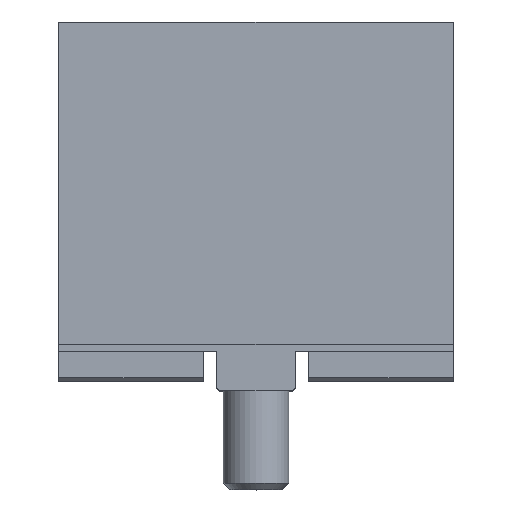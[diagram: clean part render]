
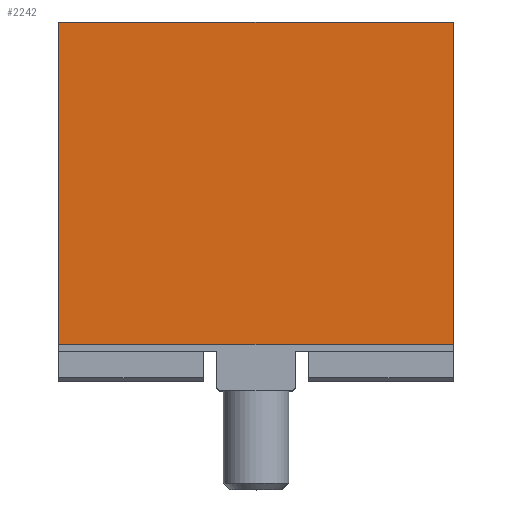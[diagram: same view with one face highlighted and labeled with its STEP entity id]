
A CAD part, top view. The second image highlights one B-rep face of the part: STEP entity #2242.
In plain terms, the highlighted planar face has unit normal (0, 0, 1).
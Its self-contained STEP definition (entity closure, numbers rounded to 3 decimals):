
#184=LINE('',#3532,#392);
#197=LINE('',#3557,#405);
#201=LINE('',#3564,#409);
#202=LINE('',#3565,#410);
#392=VECTOR('',#2847,10.);
#405=VECTOR('',#2864,10.);
#409=VECTOR('',#2870,10.);
#410=VECTOR('',#2871,10.);
#585=FACE_OUTER_BOUND('',#720,.T.);
#720=EDGE_LOOP('',(#1724,#1725,#1726,#1727));
#984=VERTEX_POINT('',#3529);
#985=VERTEX_POINT('',#3531);
#994=VERTEX_POINT('',#3554);
#995=VERTEX_POINT('',#3556);
#1241=EDGE_CURVE('',#984,#985,#184,.T.);
#1254=EDGE_CURVE('',#994,#995,#197,.T.);
#1258=EDGE_CURVE('',#984,#995,#201,.T.);
#1259=EDGE_CURVE('',#985,#994,#202,.T.);
#1724=ORIENTED_EDGE('',*,*,#1258,.T.);
#1725=ORIENTED_EDGE('',*,*,#1254,.F.);
#1726=ORIENTED_EDGE('',*,*,#1259,.F.);
#1727=ORIENTED_EDGE('',*,*,#1241,.F.);
#2016=PLANE('',#2428);
#2242=ADVANCED_FACE('',(#585),#2016,.T.);
#2428=AXIS2_PLACEMENT_3D('',#3563,#2868,#2869);
#2847=DIRECTION('',(0.,1.,0.));
#2864=DIRECTION('',(0.,-1.,0.));
#2868=DIRECTION('center_axis',(0.,0.,1.));
#2869=DIRECTION('ref_axis',(1.,0.,0.));
#2870=DIRECTION('',(1.,0.,0.));
#2871=DIRECTION('',(1.,0.,0.));
#3529=CARTESIAN_POINT('',(0.,1.,125.));
#3531=CARTESIAN_POINT('',(0.,50.,125.));
#3532=CARTESIAN_POINT('',(0.,0.,125.));
#3554=CARTESIAN_POINT('',(60.,50.,125.));
#3556=CARTESIAN_POINT('',(60.,1.,125.));
#3557=CARTESIAN_POINT('',(60.,49.,125.));
#3563=CARTESIAN_POINT('Origin',(30.,22.752,125.));
#3564=CARTESIAN_POINT('',(15.,1.,125.));
#3565=CARTESIAN_POINT('',(0.,50.,125.));
